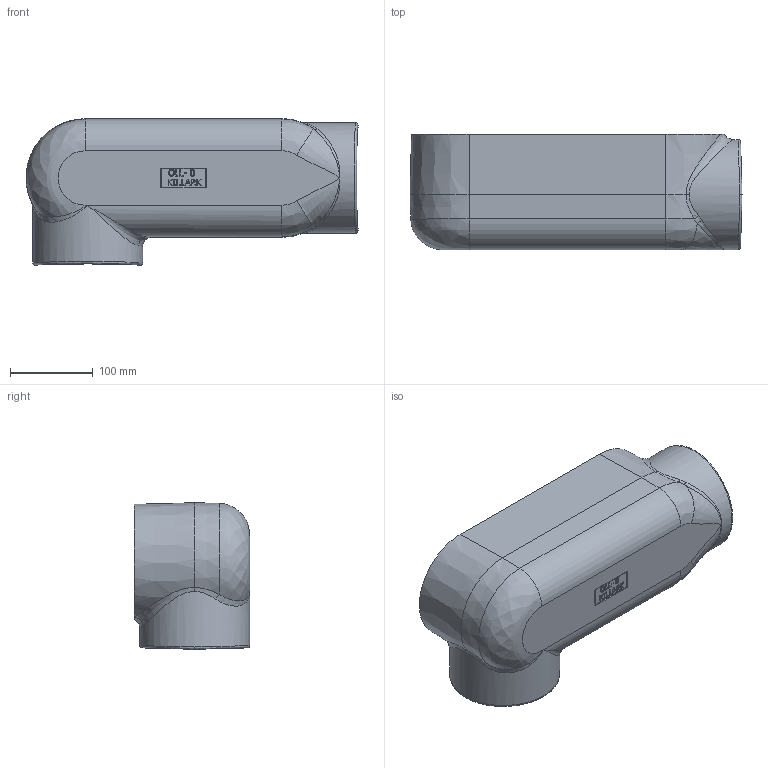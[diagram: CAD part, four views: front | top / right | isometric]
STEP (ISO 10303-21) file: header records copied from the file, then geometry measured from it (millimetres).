
FILE_DESCRIPTION(/* description */ (''),/* implementation_level */ '2;1');
FILE_NAME(/* name */ 'KIL_OLL-0.stp',/* time_stamp */ '2019-12-23T21:56:47+05:00',/* author */ ('kr'),/* organization */ (''),/* preprocessor_version */ 'ST-DEVELOPER v16.13',/* originating_system */ 'Autodesk Inventor 2018',/* authorisation */ '');
FILE_SCHEMA (('AUTOMOTIVE_DESIGN { 1 0 10303 214 3 1 1 }'));
Length unit declared in the file: inch
Products named in the file (1): OLR-0
Bounding box: 402.01 x 139.7 x 177.49 mm (x, y, z)
Volume: 1449653.5 mm3; surface area: 350396.9 mm2
Topology: 1 solids, 1 shells, 860 faces, 2286 edges, 1486 vertices
Faces by surface type: plane 443, bspline 330, cylinder 48, cone 21, torus 16, sphere 2
Full cylindrical faces by diameter (mm): 1.772 x1, 2.115 x1, 6.401 x2, 15.526 x1, 19.05 x1, 133.35 x2
Entity records: 30744 total; most frequent: CARTESIAN_POINT 11468, ORIENTED_EDGE 4510, DIRECTION 2951, EDGE_CURVE 2255, VERTEX_POINT 1479, LINE 1387, VECTOR 1387, EDGE_LOOP 948
